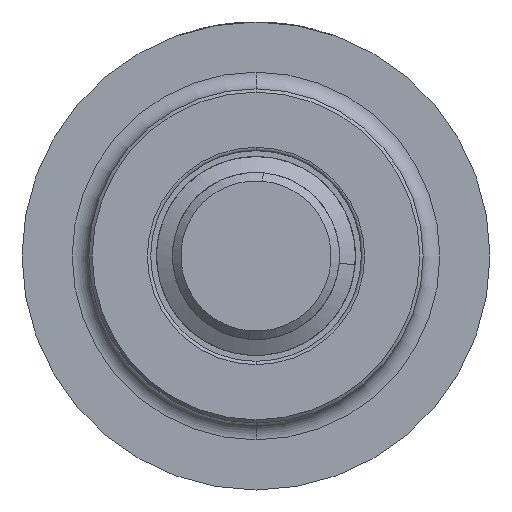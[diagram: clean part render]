
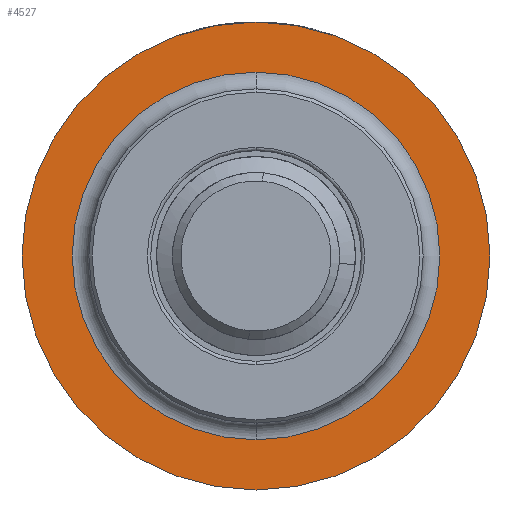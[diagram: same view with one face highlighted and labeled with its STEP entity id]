
A CAD part, front view. The second image highlights one B-rep face of the part: STEP entity #4527.
In plain terms, the highlighted planar face has unit normal (0, -1, 0).
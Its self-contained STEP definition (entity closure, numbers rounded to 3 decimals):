
#104 = ORIENTED_EDGE ( 'NONE', *, *, #7494, .T. ) ;
#329 = ORIENTED_EDGE ( 'NONE', *, *, #3165, .T. ) ;
#438 = CIRCLE ( 'NONE', #6801, 11. ) ;
#517 = AXIS2_PLACEMENT_3D ( 'NONE', #3786, #5688, #5655 ) ;
#522 = VERTEX_POINT ( 'NONE', #5254 ) ;
#727 = CARTESIAN_POINT ( 'NONE',  ( 0., 7.42, 0. ) ) ;
#941 = EDGE_LOOP ( 'NONE', ( #1618, #3448 ) ) ;
#1618 = ORIENTED_EDGE ( 'NONE', *, *, #2479, .F. ) ;
#1801 = AXIS2_PLACEMENT_3D ( 'NONE', #7509, #6218, #3063 ) ;
#2479 = EDGE_CURVE ( 'NONE', #6781, #3632, #438, .T. ) ;
#2630 = CARTESIAN_POINT ( 'NONE',  ( 0., 7.42, 0. ) ) ;
#3013 = CIRCLE ( 'NONE', #517, 14. ) ;
#3063 = DIRECTION ( 'NONE',  ( 0., 0., -1. ) ) ;
#3165 = EDGE_CURVE ( 'NONE', #522, #7583, #3013, .T. ) ;
#3270 = DIRECTION ( 'NONE',  ( 0., 0., -1. ) ) ;
#3280 = DIRECTION ( 'NONE',  ( 0., 0., -1. ) ) ;
#3328 = DIRECTION ( 'NONE',  ( 0., -1., 0. ) ) ;
#3448 = ORIENTED_EDGE ( 'NONE', *, *, #4477, .F. ) ;
#3632 = VERTEX_POINT ( 'NONE', #5116 ) ;
#3740 = CARTESIAN_POINT ( 'NONE',  ( 11., 7.42, 0. ) ) ;
#3786 = CARTESIAN_POINT ( 'NONE',  ( 0., 7.42, 0. ) ) ;
#4380 = FACE_OUTER_BOUND ( 'NONE', #5694, .T. ) ;
#4477 = EDGE_CURVE ( 'NONE', #3632, #6781, #4702, .T. ) ;
#4527 = ADVANCED_FACE ( 'NONE', ( #4380, #7474 ), #7538, .T. ) ;
#4702 = CIRCLE ( 'NONE', #1801, 11. ) ;
#5116 = CARTESIAN_POINT ( 'NONE',  ( 0., 7.42, 11. ) ) ;
#5254 = CARTESIAN_POINT ( 'NONE',  ( 0., 7.42, 14. ) ) ;
#5275 = CARTESIAN_POINT ( 'NONE',  ( 0., 7.42, -11. ) ) ;
#5655 = DIRECTION ( 'NONE',  ( 0., 0., -1. ) ) ;
#5688 = DIRECTION ( 'NONE',  ( 0., -1., 0. ) ) ;
#5694 = EDGE_LOOP ( 'NONE', ( #104, #329 ) ) ;
#6218 = DIRECTION ( 'NONE',  ( 0., -1., 0. ) ) ;
#6781 = VERTEX_POINT ( 'NONE', #5275 ) ;
#6801 = AXIS2_PLACEMENT_3D ( 'NONE', #2630, #3328, #3270 ) ;
#7035 = AXIS2_PLACEMENT_3D ( 'NONE', #3740, #8214, #7637 ) ;
#7051 = CARTESIAN_POINT ( 'NONE',  ( 0., 7.42, -14. ) ) ;
#7474 = FACE_BOUND ( 'NONE', #941, .T. ) ;
#7494 = EDGE_CURVE ( 'NONE', #7583, #522, #8068, .T. ) ;
#7509 = CARTESIAN_POINT ( 'NONE',  ( 0., 7.42, 0. ) ) ;
#7538 = PLANE ( 'NONE',  #7035 ) ;
#7583 = VERTEX_POINT ( 'NONE', #7051 ) ;
#7637 = DIRECTION ( 'NONE',  ( 0., 0., -1. ) ) ;
#7638 = DIRECTION ( 'NONE',  ( 0., -1., 0. ) ) ;
#8068 = CIRCLE ( 'NONE', #8117, 14. ) ;
#8117 = AXIS2_PLACEMENT_3D ( 'NONE', #727, #7638, #3280 ) ;
#8214 = DIRECTION ( 'NONE',  ( 0., -1., 0. ) ) ;
